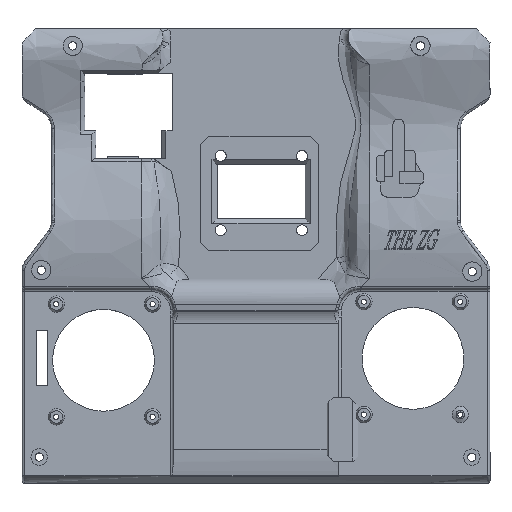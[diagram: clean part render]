
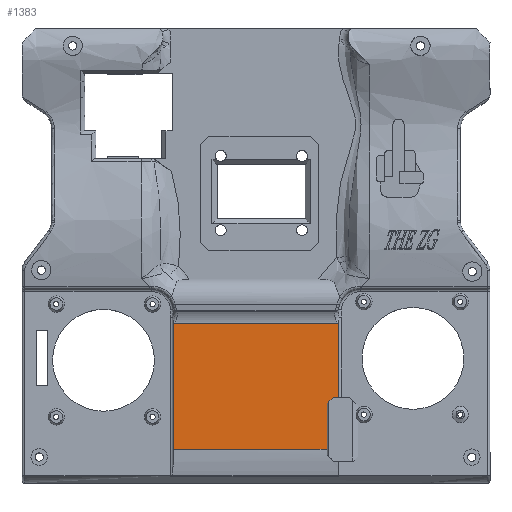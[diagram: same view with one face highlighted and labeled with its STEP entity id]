
A CAD part, top view. The second image highlights one B-rep face of the part: STEP entity #1383.
In plain terms, the highlighted planar face has unit normal (0, 0, 1).
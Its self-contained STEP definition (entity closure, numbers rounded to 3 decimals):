
#304=CIRCLE('',#10385,9.5);
#310=CIRCLE('',#10393,9.5);
#556=PLANE('',#10399);
#887=FACE_OUTER_BOUND('',#2213,.T.);
#1383=ADVANCED_FACE('',(#887),#556,.F.);
#2213=EDGE_LOOP('',(#5012,#5013,#5014,#5015,#5016,#5017,#5018,#5019,#5020));
#2918=LINE('',#16535,#3604);
#2920=LINE('',#16620,#3606);
#2923=LINE('',#16637,#3609);
#2939=LINE('',#16679,#3625);
#2947=LINE('',#16694,#3633);
#3001=LINE('',#17189,#3687);
#3002=LINE('',#17191,#3688);
#3604=VECTOR('',#11176,1.);
#3606=VECTOR('',#11192,1.);
#3609=VECTOR('',#11203,1.);
#3625=VECTOR('',#11247,1.);
#3633=VECTOR('',#11265,1.);
#3687=VECTOR('',#11453,1.);
#3688=VECTOR('',#11456,1.);
#5012=ORIENTED_EDGE('',*,*,#8768,.T.);
#5013=ORIENTED_EDGE('',*,*,#8620,.T.);
#5014=ORIENTED_EDGE('',*,*,#8642,.T.);
#5015=ORIENTED_EDGE('',*,*,#8650,.T.);
#5016=ORIENTED_EDGE('',*,*,#8614,.T.);
#5017=ORIENTED_EDGE('',*,*,#8746,.T.);
#5018=ORIENTED_EDGE('',*,*,#8767,.T.);
#5019=ORIENTED_EDGE('',*,*,#8766,.T.);
#5020=ORIENTED_EDGE('',*,*,#8604,.F.);
#7576=VERTEX_POINT('',#16476);
#7579=VERTEX_POINT('',#16534);
#7583=VERTEX_POINT('',#16582);
#7585=VERTEX_POINT('',#16619);
#7587=VERTEX_POINT('',#16624);
#7590=VERTEX_POINT('',#16635);
#7603=VERTEX_POINT('',#16678);
#7674=VERTEX_POINT('',#16976);
#7685=VERTEX_POINT('',#17164);
#8604=EDGE_CURVE('',#7579,#7576,#2918,.T.);
#8614=EDGE_CURVE('',#7583,#7585,#2920,.T.);
#8620=EDGE_CURVE('',#7587,#7590,#2923,.T.);
#8642=EDGE_CURVE('',#7590,#7603,#2939,.T.);
#8650=EDGE_CURVE('',#7603,#7583,#2947,.T.);
#8746=EDGE_CURVE('',#7585,#7674,#304,.T.);
#8766=EDGE_CURVE('',#7685,#7576,#310,.T.);
#8767=EDGE_CURVE('',#7674,#7685,#3001,.T.);
#8768=EDGE_CURVE('',#7579,#7587,#3002,.T.);
#10385=AXIS2_PLACEMENT_3D('',#16977,#11431,#11432);
#10393=AXIS2_PLACEMENT_3D('',#17187,#11449,#11450);
#10399=AXIS2_PLACEMENT_3D('',#17198,#11465,#11466);
#11176=DIRECTION('',(0.,1.,0.));
#11192=DIRECTION('',(0.,1.,0.));
#11203=DIRECTION('',(0.,1.,0.));
#11247=DIRECTION('',(0.707,0.707,0.));
#11265=DIRECTION('',(1.,0.,0.));
#11431=DIRECTION('',(0.,0.,-1.));
#11432=DIRECTION('',(-1.,0.,0.));
#11449=DIRECTION('',(0.,0.,-1.));
#11450=DIRECTION('',(-1.,0.,0.));
#11453=DIRECTION('',(-1.,0.,0.));
#11456=DIRECTION('',(1.,0.,0.));
#11465=DIRECTION('',(0.,0.,-1.));
#11466=DIRECTION('',(-1.,0.,0.));
#16476=CARTESIAN_POINT('',(-30.,-25.106,11.));
#16534=CARTESIAN_POINT('',(-30.,-70.287,11.));
#16535=CARTESIAN_POINT('',(-30.,-79.982,11.));
#16582=CARTESIAN_POINT('',(30.,-51.287,11.));
#16619=CARTESIAN_POINT('',(30.,-25.106,11.));
#16620=CARTESIAN_POINT('',(30.,-79.982,11.));
#16624=CARTESIAN_POINT('',(25.8,-70.287,11.));
#16635=CARTESIAN_POINT('',(25.8,-53.487,11.));
#16637=CARTESIAN_POINT('',(25.8,-79.982,11.));
#16678=CARTESIAN_POINT('',(28.,-51.287,11.));
#16679=CARTESIAN_POINT('',(14.652,-64.634,11.));
#16694=CARTESIAN_POINT('',(30.,-51.287,11.));
#16976=CARTESIAN_POINT('',(29.646,-24.506,11.));
#16977=CARTESIAN_POINT('',(38.,-19.982,11.));
#17164=CARTESIAN_POINT('',(-29.646,-24.506,11.));
#17187=CARTESIAN_POINT('',(-38.,-19.982,11.));
#17189=CARTESIAN_POINT('',(30.,-24.506,11.));
#17191=CARTESIAN_POINT('',(30.,-70.287,11.));
#17198=CARTESIAN_POINT('',(30.,-79.982,11.));
